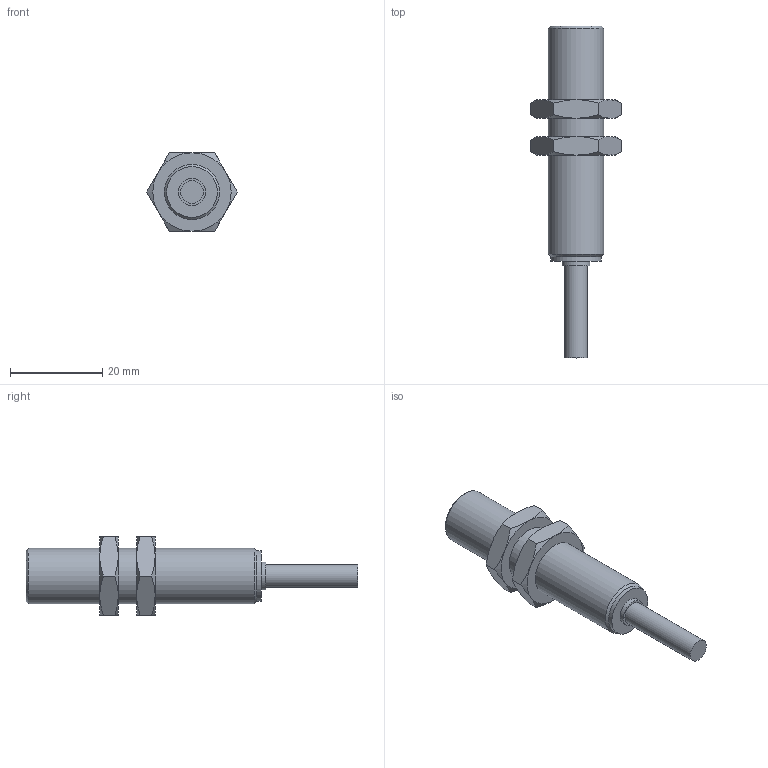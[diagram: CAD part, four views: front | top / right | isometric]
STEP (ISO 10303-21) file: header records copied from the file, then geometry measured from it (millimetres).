
FILE_DESCRIPTION(/* description */ (''),/* implementation_level */ '2;1');
FILE_NAME(/* name */ 'OS120006.stp',/* time_stamp */ '2016-10-10T09:25:40+02:00',/* author */ ('mitarbeiter'),/* organization */ (''),/* preprocessor_version */ 'ST-DEVELOPER v15.2',/* originating_system */ 'Autodesk Inventor 2014',/* authorisation */ '');
FILE_SCHEMA (('AUTOMOTIVE_DESIGN { 1 0 10303 214 3 1 1 }'));
Length unit declared in the file: millimetre
Products named in the file (4): 1; 2; 3; OS120006
Bounding box: 19.63 x 72 x 17 mm (x, y, z)
Volume: 7356 mm3; surface area: 3751.4 mm2
Topology: 3 solids, 3 shells, 60 faces, 119 edges, 69 vertices
Faces by surface type: cone 30, plane 22, cylinder 8
Full cylindrical faces by diameter (mm): 4 x2, 5 x1, 6 x1, 10.961 x2, 11 x1, 12 x1
Entity records: 1497 total; most frequent: CARTESIAN_POINT 337, DIRECTION 236, ORIENTED_EDGE 210, AXIS2_PLACEMENT_3D 112, EDGE_CURVE 105, EDGE_LOOP 82, VERTEX_POINT 69, FACE_OUTER_BOUND 60
